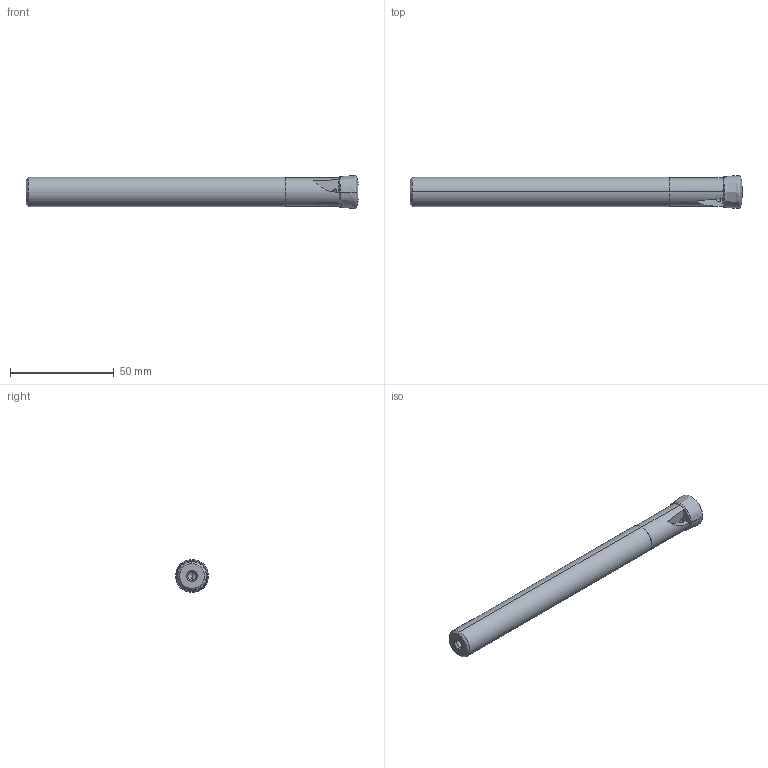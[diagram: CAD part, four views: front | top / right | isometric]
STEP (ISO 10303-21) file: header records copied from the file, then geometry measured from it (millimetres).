
FILE_DESCRIPTION (( 'STEP AP214' ), '1' );
FILE_NAME ('00PP_16_14_542_2_160.STEP', '2016-07-04T07:44:00', ( '' ), ( '' ), 'SwSTEP 2.0', 'SolidWorks 2016', '' );
FILE_SCHEMA (( 'AUTOMOTIVE_DESIGN' ));
Length unit declared in the file: millimetre
Products named in the file (1): 00PP_16_14_542_2_160
Bounding box: 159.96 x 15.93 x 15.94 mm (x, y, z)
Volume: 22596 mm3; surface area: 9265.3 mm2
Topology: 1 solids, 1 shells, 42 faces, 124 edges, 77 vertices
Faces by surface type: plane 14, cylinder 12, cone 10, bspline 6
Entity records: 2672 total; most frequent: CARTESIAN_POINT 1572, ORIENTED_EDGE 244, DIRECTION 182, EDGE_CURVE 122, VERTEX_POINT 77, AXIS2_PLACEMENT_3D 73, EDGE_LOOP 45, B_SPLINE_CURVE_WITH_KNOTS 44
